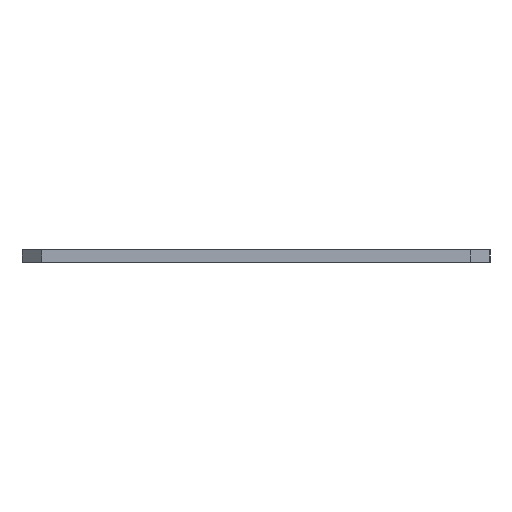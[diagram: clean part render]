
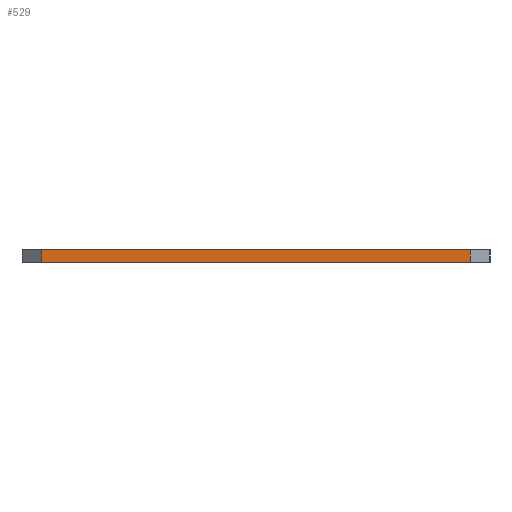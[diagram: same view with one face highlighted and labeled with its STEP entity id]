
A CAD part, left-side view. The second image highlights one B-rep face of the part: STEP entity #529.
In plain terms, the highlighted planar face has unit normal (-1, 0, 0).
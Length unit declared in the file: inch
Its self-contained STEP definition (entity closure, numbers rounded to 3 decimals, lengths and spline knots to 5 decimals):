
#55 = VECTOR ( 'NONE', #504, 39.37008 ) ;
#105 = DIRECTION ( 'NONE',  ( 0., -1., 0. ) ) ;
#157 = VERTEX_POINT ( 'NONE', #324 ) ;
#179 = DIRECTION ( 'NONE',  ( 0., 0., 1. ) ) ;
#210 = LINE ( 'NONE', #231, #536 ) ;
#231 = CARTESIAN_POINT ( 'NONE',  ( 0., 0.125, 0.08 ) ) ;
#287 = DIRECTION ( 'NONE',  ( 0., -1., 0. ) ) ;
#291 = VERTEX_POINT ( 'NONE', #645 ) ;
#292 = PLANE ( 'NONE',  #296 ) ;
#296 = AXIS2_PLACEMENT_3D ( 'NONE', #759, #689, #287 ) ;
#300 = LINE ( 'NONE', #358, #475 ) ;
#324 = CARTESIAN_POINT ( 'NONE',  ( 0., 0.125, 0.08 ) ) ;
#333 = ORIENTED_EDGE ( 'NONE', *, *, #820, .T. ) ;
#348 = FACE_OUTER_BOUND ( 'NONE', #629, .T. ) ;
#358 = CARTESIAN_POINT ( 'NONE',  ( 0., 0., 0.08 ) ) ;
#393 = LINE ( 'NONE', #614, #55 ) ;
#475 = VECTOR ( 'NONE', #758, 39.37008 ) ;
#480 = EDGE_CURVE ( 'NONE', #291, #826, #393, .T. ) ;
#487 = CARTESIAN_POINT ( 'NONE',  ( 0., 0.125, 0. ) ) ;
#496 = LINE ( 'NONE', #616, #831 ) ;
#504 = DIRECTION ( 'NONE',  ( 0., 0., 1. ) ) ;
#529 = ADVANCED_FACE ( 'NONE', ( #348 ), #292, .F. ) ;
#534 = ORIENTED_EDGE ( 'NONE', *, *, #480, .F. ) ;
#536 = VECTOR ( 'NONE', #179, 39.37008 ) ;
#547 = ORIENTED_EDGE ( 'NONE', *, *, #804, .F. ) ;
#600 = EDGE_CURVE ( 'NONE', #683, #157, #210, .T. ) ;
#614 = CARTESIAN_POINT ( 'NONE',  ( 0., 2.875, 0.08 ) ) ;
#616 = CARTESIAN_POINT ( 'NONE',  ( 0., 0., 0. ) ) ;
#629 = EDGE_LOOP ( 'NONE', ( #534, #333, #750, #547 ) ) ;
#645 = CARTESIAN_POINT ( 'NONE',  ( 0., 2.875, 0. ) ) ;
#683 = VERTEX_POINT ( 'NONE', #487 ) ;
#689 = DIRECTION ( 'NONE',  ( 1., 0., 0. ) ) ;
#750 = ORIENTED_EDGE ( 'NONE', *, *, #600, .T. ) ;
#758 = DIRECTION ( 'NONE',  ( 0., -1., 0. ) ) ;
#759 = CARTESIAN_POINT ( 'NONE',  ( 0., 0., 0.08 ) ) ;
#760 = CARTESIAN_POINT ( 'NONE',  ( 0., 2.875, 0.08 ) ) ;
#804 = EDGE_CURVE ( 'NONE', #826, #157, #300, .T. ) ;
#820 = EDGE_CURVE ( 'NONE', #291, #683, #496, .T. ) ;
#826 = VERTEX_POINT ( 'NONE', #760 ) ;
#831 = VECTOR ( 'NONE', #105, 39.37008 ) ;
